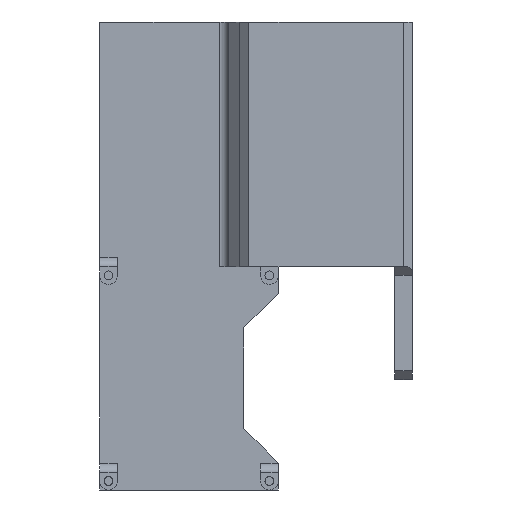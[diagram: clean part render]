
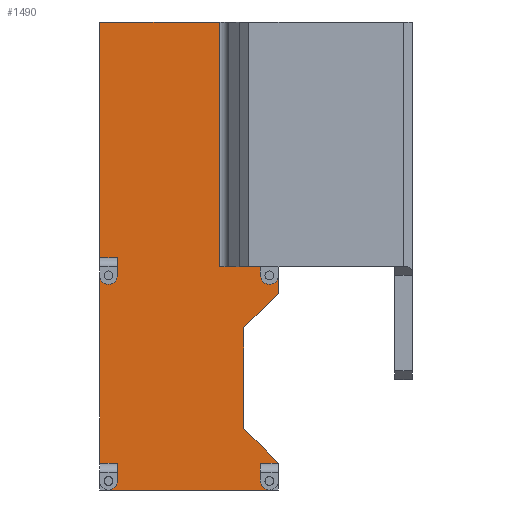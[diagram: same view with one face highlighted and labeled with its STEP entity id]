
A CAD part, left-side view. The second image highlights one B-rep face of the part: STEP entity #1490.
In plain terms, the highlighted planar face has unit normal (-1, 0, 0).
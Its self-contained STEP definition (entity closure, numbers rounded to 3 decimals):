
#78=CIRCLE('',#1613,2.);
#79=CIRCLE('',#1614,2.);
#80=CIRCLE('',#1615,2.);
#81=CIRCLE('',#1616,2.);
#126=FACE_OUTER_BOUND('',#206,.T.);
#206=EDGE_LOOP('',(#1053,#1054,#1055,#1056,#1057,#1058,#1059,#1060,#1061,
#1062,#1063,#1064,#1065,#1066,#1067,#1068,#1069,#1070,#1071,#1072,#1073,
#1074));
#310=LINE('',#2217,#477);
#314=LINE('',#2229,#481);
#316=LINE('',#2235,#483);
#317=LINE('',#2237,#484);
#318=LINE('',#2239,#485);
#319=LINE('',#2241,#486);
#320=LINE('',#2245,#487);
#321=LINE('',#2247,#488);
#322=LINE('',#2249,#489);
#323=LINE('',#2251,#490);
#324=LINE('',#2253,#491);
#325=LINE('',#2254,#492);
#326=LINE('',#2256,#493);
#327=LINE('',#2260,#494);
#328=LINE('',#2262,#495);
#329=LINE('',#2264,#496);
#330=LINE('',#2268,#497);
#331=LINE('',#2271,#498);
#477=VECTOR('',#1795,10.);
#481=VECTOR('',#1805,10.);
#483=VECTOR('',#1811,10.);
#484=VECTOR('',#1812,10.);
#485=VECTOR('',#1813,10.);
#486=VECTOR('',#1814,10.);
#487=VECTOR('',#1817,10.);
#488=VECTOR('',#1818,10.);
#489=VECTOR('',#1819,10.);
#490=VECTOR('',#1820,10.);
#491=VECTOR('',#1821,10.);
#492=VECTOR('',#1822,10.);
#493=VECTOR('',#1823,10.);
#494=VECTOR('',#1826,10.);
#495=VECTOR('',#1827,10.);
#496=VECTOR('',#1828,10.);
#497=VECTOR('',#1831,10.);
#498=VECTOR('',#1834,10.);
#648=VERTEX_POINT('',#2210);
#651=VERTEX_POINT('',#2215);
#655=VERTEX_POINT('',#2226);
#656=VERTEX_POINT('',#2228);
#658=VERTEX_POINT('',#2234);
#659=VERTEX_POINT('',#2236);
#660=VERTEX_POINT('',#2238);
#661=VERTEX_POINT('',#2240);
#662=VERTEX_POINT('',#2242);
#663=VERTEX_POINT('',#2244);
#664=VERTEX_POINT('',#2246);
#665=VERTEX_POINT('',#2248);
#666=VERTEX_POINT('',#2250);
#667=VERTEX_POINT('',#2252);
#668=VERTEX_POINT('',#2255);
#669=VERTEX_POINT('',#2257);
#670=VERTEX_POINT('',#2259);
#671=VERTEX_POINT('',#2261);
#672=VERTEX_POINT('',#2263);
#673=VERTEX_POINT('',#2265);
#674=VERTEX_POINT('',#2267);
#675=VERTEX_POINT('',#2269);
#805=EDGE_CURVE('',#651,#648,#310,.T.);
#810=EDGE_CURVE('',#655,#656,#314,.T.);
#813=EDGE_CURVE('',#651,#658,#316,.T.);
#814=EDGE_CURVE('',#659,#658,#317,.T.);
#815=EDGE_CURVE('',#659,#660,#318,.T.);
#816=EDGE_CURVE('',#660,#661,#319,.T.);
#817=EDGE_CURVE('',#661,#662,#78,.T.);
#818=EDGE_CURVE('',#662,#663,#320,.T.);
#819=EDGE_CURVE('',#663,#664,#321,.T.);
#820=EDGE_CURVE('',#665,#664,#322,.T.);
#821=EDGE_CURVE('',#666,#665,#323,.T.);
#822=EDGE_CURVE('',#666,#667,#324,.T.);
#823=EDGE_CURVE('',#667,#656,#325,.T.);
#824=EDGE_CURVE('',#655,#668,#326,.T.);
#825=EDGE_CURVE('',#668,#669,#79,.T.);
#826=EDGE_CURVE('',#669,#670,#327,.T.);
#827=EDGE_CURVE('',#671,#670,#328,.T.);
#828=EDGE_CURVE('',#671,#672,#329,.T.);
#829=EDGE_CURVE('',#672,#673,#80,.T.);
#830=EDGE_CURVE('',#673,#674,#330,.T.);
#831=EDGE_CURVE('',#674,#675,#81,.T.);
#832=EDGE_CURVE('',#675,#648,#331,.T.);
#1053=ORIENTED_EDGE('',*,*,#805,.F.);
#1054=ORIENTED_EDGE('',*,*,#813,.T.);
#1055=ORIENTED_EDGE('',*,*,#814,.F.);
#1056=ORIENTED_EDGE('',*,*,#815,.T.);
#1057=ORIENTED_EDGE('',*,*,#816,.T.);
#1058=ORIENTED_EDGE('',*,*,#817,.T.);
#1059=ORIENTED_EDGE('',*,*,#818,.T.);
#1060=ORIENTED_EDGE('',*,*,#819,.T.);
#1061=ORIENTED_EDGE('',*,*,#820,.F.);
#1062=ORIENTED_EDGE('',*,*,#821,.F.);
#1063=ORIENTED_EDGE('',*,*,#822,.T.);
#1064=ORIENTED_EDGE('',*,*,#823,.T.);
#1065=ORIENTED_EDGE('',*,*,#810,.F.);
#1066=ORIENTED_EDGE('',*,*,#824,.T.);
#1067=ORIENTED_EDGE('',*,*,#825,.T.);
#1068=ORIENTED_EDGE('',*,*,#826,.T.);
#1069=ORIENTED_EDGE('',*,*,#827,.F.);
#1070=ORIENTED_EDGE('',*,*,#828,.T.);
#1071=ORIENTED_EDGE('',*,*,#829,.T.);
#1072=ORIENTED_EDGE('',*,*,#830,.T.);
#1073=ORIENTED_EDGE('',*,*,#831,.T.);
#1074=ORIENTED_EDGE('',*,*,#832,.T.);
#1425=PLANE('',#1612);
#1490=ADVANCED_FACE('',(#126),#1425,.T.);
#1612=AXIS2_PLACEMENT_3D('',#2233,#1809,#1810);
#1613=AXIS2_PLACEMENT_3D('',#2243,#1815,#1816);
#1614=AXIS2_PLACEMENT_3D('',#2258,#1824,#1825);
#1615=AXIS2_PLACEMENT_3D('',#2266,#1829,#1830);
#1616=AXIS2_PLACEMENT_3D('',#2270,#1832,#1833);
#1795=DIRECTION('',(0.,1.,0.));
#1805=DIRECTION('',(0.,1.,0.));
#1809=DIRECTION('center_axis',(-1.,0.,0.));
#1810=DIRECTION('ref_axis',(0.,1.,0.));
#1811=DIRECTION('',(0.,0.707,0.707));
#1812=DIRECTION('',(0.,0.,-1.));
#1813=DIRECTION('',(0.,-0.707,0.707));
#1814=DIRECTION('',(0.,0.,1.));
#1815=DIRECTION('center_axis',(1.,0.,0.));
#1816=DIRECTION('ref_axis',(0.,0.,1.));
#1817=DIRECTION('',(0.,0.,1.));
#1818=DIRECTION('',(0.,1.,0.));
#1819=DIRECTION('',(0.,-1.,0.));
#1820=DIRECTION('',(0.,0.,-1.));
#1821=DIRECTION('',(0.,1.,0.));
#1822=DIRECTION('',(0.,0.,-1.));
#1823=DIRECTION('',(0.,0.,-1.));
#1824=DIRECTION('center_axis',(1.,0.,0.));
#1825=DIRECTION('ref_axis',(0.,0.,1.));
#1826=DIRECTION('',(0.,0.,-1.));
#1827=DIRECTION('',(0.,1.,0.));
#1828=DIRECTION('',(0.,0.,-1.));
#1829=DIRECTION('center_axis',(1.,0.,0.));
#1830=DIRECTION('ref_axis',(0.,0.,1.));
#1831=DIRECTION('',(0.,-1.,0.));
#1832=DIRECTION('center_axis',(1.,0.,0.));
#1833=DIRECTION('ref_axis',(0.,0.,1.));
#1834=DIRECTION('',(0.,0.,1.));
#2210=CARTESIAN_POINT('',(4.337,-43.668,118.639));
#2215=CARTESIAN_POINT('',(4.337,-47.668,118.639));
#2217=CARTESIAN_POINT('',(4.337,-43.807,118.639));
#2226=CARTESIAN_POINT('',(4.337,-11.668,164.639));
#2228=CARTESIAN_POINT('',(4.337,-7.668,164.639));
#2229=CARTESIAN_POINT('',(4.337,-25.807,164.639));
#2233=CARTESIAN_POINT('Origin',(4.337,-39.945,162.639));
#2234=CARTESIAN_POINT('',(4.337,-39.945,126.361));
#2235=CARTESIAN_POINT('',(4.337,-47.668,118.639));
#2236=CARTESIAN_POINT('',(4.337,-39.945,148.917));
#2237=CARTESIAN_POINT('',(4.337,-39.945,162.639));
#2238=CARTESIAN_POINT('',(4.337,-47.668,156.639));
#2239=CARTESIAN_POINT('',(4.337,-39.945,148.917));
#2240=CARTESIAN_POINT('',(4.337,-47.668,160.639));
#2241=CARTESIAN_POINT('',(4.337,-47.668,156.639));
#2242=CARTESIAN_POINT('',(4.337,-43.668,160.639));
#2243=CARTESIAN_POINT('Origin',(4.337,-45.668,160.639));
#2244=CARTESIAN_POINT('',(4.337,-43.668,162.639));
#2245=CARTESIAN_POINT('',(4.337,-43.668,162.639));
#2246=CARTESIAN_POINT('',(4.337,-39.945,162.639));
#2247=CARTESIAN_POINT('',(4.337,-47.668,162.639));
#2248=CARTESIAN_POINT('',(4.337,-34.512,162.639));
#2249=CARTESIAN_POINT('',(4.337,-23.807,162.639));
#2250=CARTESIAN_POINT('',(4.337,-34.512,217.339));
#2251=CARTESIAN_POINT('',(4.337,-34.512,189.989));
#2252=CARTESIAN_POINT('',(4.337,-7.668,217.339));
#2253=CARTESIAN_POINT('',(4.337,-14.838,217.339));
#2254=CARTESIAN_POINT('',(4.337,-7.668,162.639));
#2255=CARTESIAN_POINT('',(4.337,-11.668,160.639));
#2256=CARTESIAN_POINT('',(4.337,-11.668,161.639));
#2257=CARTESIAN_POINT('',(4.337,-7.668,160.639));
#2258=CARTESIAN_POINT('Origin',(4.337,-9.668,160.639));
#2259=CARTESIAN_POINT('',(4.337,-7.668,118.639));
#2260=CARTESIAN_POINT('',(4.337,-7.668,162.639));
#2261=CARTESIAN_POINT('',(4.337,-11.668,118.639));
#2262=CARTESIAN_POINT('',(4.337,-25.807,118.639));
#2263=CARTESIAN_POINT('',(4.337,-11.668,114.639));
#2264=CARTESIAN_POINT('',(4.337,-11.668,138.639));
#2265=CARTESIAN_POINT('',(4.337,-9.668,112.639));
#2266=CARTESIAN_POINT('Origin',(4.337,-9.668,114.639));
#2267=CARTESIAN_POINT('',(4.337,-45.668,112.639));
#2268=CARTESIAN_POINT('',(4.337,-39.945,112.639));
#2269=CARTESIAN_POINT('',(4.337,-43.668,114.639));
#2270=CARTESIAN_POINT('Origin',(4.337,-45.668,114.639));
#2271=CARTESIAN_POINT('',(4.337,-43.668,139.639));
